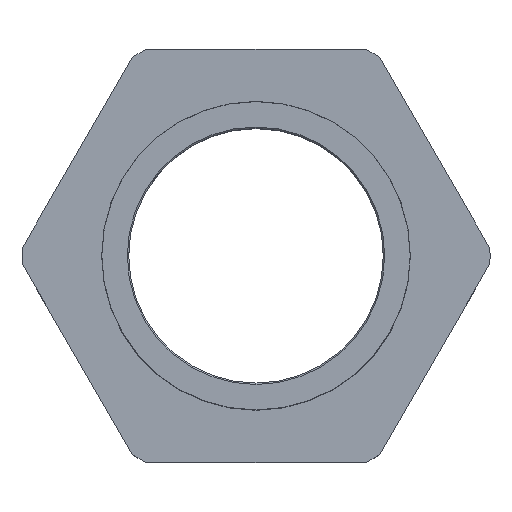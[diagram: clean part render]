
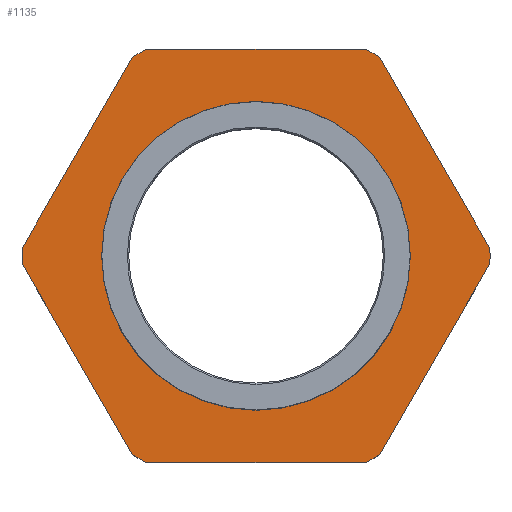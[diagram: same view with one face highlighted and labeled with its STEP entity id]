
A CAD part, top view. The second image highlights one B-rep face of the part: STEP entity #1135.
In plain terms, the highlighted planar face has unit normal (0, 0, 1).
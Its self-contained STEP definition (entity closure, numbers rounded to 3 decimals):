
#517=CIRCLE('',#1077,34.);
#518=CIRCLE('',#1078,34.);
#519=CIRCLE('',#1079,34.);
#520=CIRCLE('',#1080,34.);
#521=CIRCLE('',#1081,34.);
#522=CIRCLE('',#1082,34.);
#523=CIRCLE('',#1083,22.423);
#541=ORIENTED_EDGE('',*,*,#721,.F.);
#542=ORIENTED_EDGE('',*,*,#722,.T.);
#543=ORIENTED_EDGE('',*,*,#723,.F.);
#544=ORIENTED_EDGE('',*,*,#724,.T.);
#545=ORIENTED_EDGE('',*,*,#725,.F.);
#546=ORIENTED_EDGE('',*,*,#726,.T.);
#547=ORIENTED_EDGE('',*,*,#727,.F.);
#548=ORIENTED_EDGE('',*,*,#728,.T.);
#549=ORIENTED_EDGE('',*,*,#729,.F.);
#550=ORIENTED_EDGE('',*,*,#730,.T.);
#551=ORIENTED_EDGE('',*,*,#731,.F.);
#552=ORIENTED_EDGE('',*,*,#732,.T.);
#553=ORIENTED_EDGE('',*,*,#733,.T.);
#637=VECTOR('',#847,1.);
#638=VECTOR('',#850,1.);
#639=VECTOR('',#853,1.);
#640=VECTOR('',#856,1.);
#641=VECTOR('',#859,1.);
#642=VECTOR('',#862,1.);
#661=LINE('',#970,#637);
#662=LINE('',#974,#638);
#663=LINE('',#978,#639);
#664=LINE('',#982,#640);
#665=LINE('',#986,#641);
#666=LINE('',#990,#642);
#685=VERTEX_POINT('',#968);
#686=VERTEX_POINT('',#969);
#687=VERTEX_POINT('',#971);
#688=VERTEX_POINT('',#973);
#689=VERTEX_POINT('',#975);
#690=VERTEX_POINT('',#977);
#691=VERTEX_POINT('',#979);
#692=VERTEX_POINT('',#981);
#693=VERTEX_POINT('',#983);
#694=VERTEX_POINT('',#985);
#695=VERTEX_POINT('',#987);
#696=VERTEX_POINT('',#989);
#697=VERTEX_POINT('',#992);
#721=EDGE_CURVE('',#685,#686,#661,.T.);
#722=EDGE_CURVE('',#685,#687,#517,.T.);
#723=EDGE_CURVE('',#688,#687,#662,.T.);
#724=EDGE_CURVE('',#688,#689,#518,.T.);
#725=EDGE_CURVE('',#690,#689,#663,.T.);
#726=EDGE_CURVE('',#690,#691,#519,.T.);
#727=EDGE_CURVE('',#692,#691,#664,.T.);
#728=EDGE_CURVE('',#692,#693,#520,.T.);
#729=EDGE_CURVE('',#694,#693,#665,.T.);
#730=EDGE_CURVE('',#694,#695,#521,.T.);
#731=EDGE_CURVE('',#696,#695,#666,.T.);
#732=EDGE_CURVE('',#696,#686,#522,.T.);
#733=EDGE_CURVE('',#697,#697,#523,.T.);
#769=EDGE_LOOP('',(#541,#542,#543,#544,#545,#546,#547,#548,#549,#550,#551,
#552));
#770=EDGE_LOOP('',(#553));
#807=FACE_BOUND('',#769,.T.);
#808=FACE_BOUND('',#770,.T.);
#845=DIRECTION('',(0.,0.,1.));
#846=DIRECTION('',(0.,-1.,0.));
#847=DIRECTION('',(16.,-27.713,0.));
#848=DIRECTION('',(0.,0.,1.));
#849=DIRECTION('',(0.,34.,0.));
#850=DIRECTION('',(32.,0.,0.));
#851=DIRECTION('',(0.,0.,1.));
#852=DIRECTION('',(0.,34.,0.));
#853=DIRECTION('',(16.,27.713,0.));
#854=DIRECTION('',(0.,0.,1.));
#855=DIRECTION('',(0.,34.,0.));
#856=DIRECTION('',(-16.,27.713,0.));
#857=DIRECTION('',(0.,0.,1.));
#858=DIRECTION('',(0.,34.,0.));
#859=DIRECTION('',(-32.,0.,0.));
#860=DIRECTION('',(0.,0.,1.));
#861=DIRECTION('',(0.,34.,0.));
#862=DIRECTION('',(-16.,-27.713,0.));
#863=DIRECTION('',(0.,0.,1.));
#864=DIRECTION('',(0.,34.,0.));
#865=DIRECTION('',(0.,0.,-1.));
#866=DIRECTION('',(22.423,0.,0.));
#967=CARTESIAN_POINT('',(69.474,0.,52.688));
#968=CARTESIAN_POINT('',(50.005,28.856,52.688));
#969=CARTESIAN_POINT('',(66.005,1.144,52.688));
#970=CARTESIAN_POINT('',(50.005,28.856,52.688));
#971=CARTESIAN_POINT('',(48.024,30.,52.688));
#972=CARTESIAN_POINT('',(32.024,0.,52.688));
#973=CARTESIAN_POINT('',(16.024,30.,52.688));
#974=CARTESIAN_POINT('',(16.024,30.,52.688));
#975=CARTESIAN_POINT('',(14.043,28.856,52.688));
#976=CARTESIAN_POINT('',(32.024,0.,52.688));
#977=CARTESIAN_POINT('',(-1.957,1.144,52.688));
#978=CARTESIAN_POINT('',(-1.957,1.144,52.688));
#979=CARTESIAN_POINT('',(-1.957,-1.144,52.688));
#980=CARTESIAN_POINT('',(32.024,0.,52.688));
#981=CARTESIAN_POINT('',(14.043,-28.856,52.688));
#982=CARTESIAN_POINT('',(14.043,-28.856,52.688));
#983=CARTESIAN_POINT('',(16.024,-30.,52.688));
#984=CARTESIAN_POINT('',(32.024,0.,52.688));
#985=CARTESIAN_POINT('',(48.024,-30.,52.688));
#986=CARTESIAN_POINT('',(48.024,-30.,52.688));
#987=CARTESIAN_POINT('',(50.005,-28.856,52.688));
#988=CARTESIAN_POINT('',(32.024,0.,52.688));
#989=CARTESIAN_POINT('',(66.005,-1.144,52.688));
#990=CARTESIAN_POINT('',(66.005,-1.144,52.688));
#991=CARTESIAN_POINT('',(32.024,0.,52.688));
#992=CARTESIAN_POINT('',(54.447,0.,52.688));
#993=CARTESIAN_POINT('',(32.024,0.,52.688));
#1076=AXIS2_PLACEMENT_3D('',#967,#845,#846);
#1077=AXIS2_PLACEMENT_3D('',#972,#848,#849);
#1078=AXIS2_PLACEMENT_3D('',#976,#851,#852);
#1079=AXIS2_PLACEMENT_3D('',#980,#854,#855);
#1080=AXIS2_PLACEMENT_3D('',#984,#857,#858);
#1081=AXIS2_PLACEMENT_3D('',#988,#860,#861);
#1082=AXIS2_PLACEMENT_3D('',#991,#863,#864);
#1083=AXIS2_PLACEMENT_3D('',#993,#865,#866);
#1125=PLANE('',#1076);
#1135=ADVANCED_FACE('',(#807,#808),#1125,.T.);
